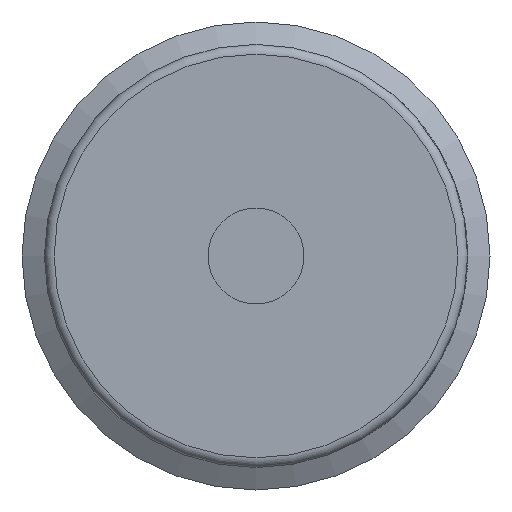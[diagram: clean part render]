
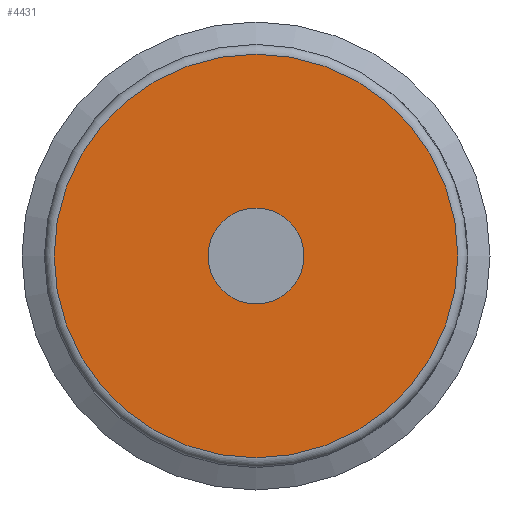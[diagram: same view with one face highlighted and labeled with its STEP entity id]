
A CAD part, front view. The second image highlights one B-rep face of the part: STEP entity #4431.
In plain terms, the highlighted face is planar.
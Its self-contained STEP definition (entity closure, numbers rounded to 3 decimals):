
#131=PLANE('',#4742);
#247=CIRCLE('',#4730,2.459);
#251=CIRCLE('',#4740,10.35);
#279=FACE_BOUND('',#804,.T.);
#546=FACE_OUTER_BOUND('',#803,.T.);
#803=EDGE_LOOP('',(#3863));
#804=EDGE_LOOP('',(#3864));
#2020=VERTEX_POINT('',#9738);
#2024=VERTEX_POINT('',#9756);
#2629=EDGE_CURVE('',#2020,#2020,#247,.T.);
#2637=EDGE_CURVE('',#2024,#2024,#251,.T.);
#3863=ORIENTED_EDGE('',*,*,#2637,.T.);
#3864=ORIENTED_EDGE('',*,*,#2629,.T.);
#4431=ADVANCED_FACE('',(#546,#279),#131,.T.);
#4730=AXIS2_PLACEMENT_3D('',#9739,#5557,#5558);
#4740=AXIS2_PLACEMENT_3D('',#9757,#5581,#5582);
#4742=AXIS2_PLACEMENT_3D('',#9759,#5585,#5586);
#5557=DIRECTION('center_axis',(-1.,0.,0.));
#5558=DIRECTION('ref_axis',(0.,0.,-1.));
#5581=DIRECTION('center_axis',(1.,0.,0.));
#5582=DIRECTION('ref_axis',(0.,0.,-1.));
#5585=DIRECTION('center_axis',(1.,0.,0.));
#5586=DIRECTION('ref_axis',(0.,0.,-1.));
#9738=CARTESIAN_POINT('',(94.,0.05,2.459));
#9739=CARTESIAN_POINT('Origin',(94.,0.05,0.));
#9756=CARTESIAN_POINT('',(94.,0.05,10.35));
#9757=CARTESIAN_POINT('Origin',(94.,0.05,0.));
#9759=CARTESIAN_POINT('Origin',(94.,0.05,0.));
